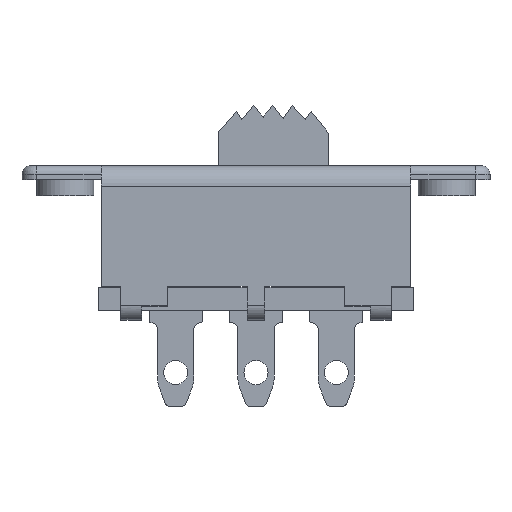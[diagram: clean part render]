
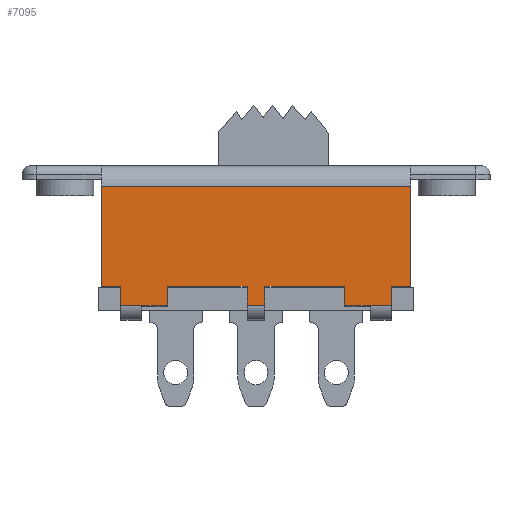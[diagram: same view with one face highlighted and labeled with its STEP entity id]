
A CAD part, front view. The second image highlights one B-rep face of the part: STEP entity #7095.
In plain terms, the highlighted planar face has unit normal (0, -1, 0).
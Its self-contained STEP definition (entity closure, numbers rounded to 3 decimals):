
#80=PLANE('',#7448);
#322=LINE('',#9919,#906);
#325=LINE('',#9928,#909);
#328=LINE('',#9935,#912);
#390=LINE('',#10085,#974);
#396=LINE('',#10105,#980);
#405=LINE('',#10126,#989);
#408=LINE('',#10132,#992);
#414=LINE('',#10151,#998);
#418=LINE('',#10162,#1002);
#422=LINE('',#10173,#1006);
#432=LINE('',#10199,#1016);
#433=LINE('',#10202,#1017);
#434=LINE('',#10203,#1018);
#435=LINE('',#10204,#1019);
#436=LINE('',#10205,#1020);
#437=LINE('',#10207,#1021);
#906=VECTOR('',#8032,1000.);
#909=VECTOR('',#8041,1000.);
#912=VECTOR('',#8048,1000.);
#974=VECTOR('',#8178,1000.);
#980=VECTOR('',#8196,1000.);
#989=VECTOR('',#8213,1000.);
#992=VECTOR('',#8218,1000.);
#998=VECTOR('',#8236,1000.);
#1002=VECTOR('',#8244,1000.);
#1006=VECTOR('',#8252,1000.);
#1016=VECTOR('',#8276,1000.);
#1017=VECTOR('',#8281,1000.);
#1018=VECTOR('',#8282,1000.);
#1019=VECTOR('',#8283,1000.);
#1020=VECTOR('',#8284,1000.);
#1021=VECTOR('',#8285,1000.);
#1855=ORIENTED_EDGE('',*,*,#3124,.F.);
#1856=ORIENTED_EDGE('',*,*,#3119,.T.);
#1857=ORIENTED_EDGE('',*,*,#3128,.T.);
#1858=ORIENTED_EDGE('',*,*,#3204,.T.);
#1859=ORIENTED_EDGE('',*,*,#3261,.T.);
#1860=ORIENTED_EDGE('',*,*,#3213,.T.);
#1861=ORIENTED_EDGE('',*,*,#3224,.T.);
#1862=ORIENTED_EDGE('',*,*,#3227,.T.);
#1863=ORIENTED_EDGE('',*,*,#3262,.T.);
#1864=ORIENTED_EDGE('',*,*,#3236,.T.);
#1865=ORIENTED_EDGE('',*,*,#3263,.F.);
#1866=ORIENTED_EDGE('',*,*,#3241,.F.);
#1867=ORIENTED_EDGE('',*,*,#3246,.F.);
#1868=ORIENTED_EDGE('',*,*,#3259,.T.);
#1869=ORIENTED_EDGE('',*,*,#3264,.F.);
#1870=ORIENTED_EDGE('',*,*,#3265,.F.);
#3119=EDGE_CURVE('',#3861,#3860,#322,.F.);
#3124=EDGE_CURVE('',#3861,#3862,#325,.T.);
#3128=EDGE_CURVE('',#3860,#3865,#328,.T.);
#3204=EDGE_CURVE('',#3865,#3919,#390,.T.);
#3213=EDGE_CURVE('',#3928,#3926,#396,.F.);
#3224=EDGE_CURVE('',#3926,#3935,#405,.T.);
#3227=EDGE_CURVE('',#3935,#3937,#408,.T.);
#3236=EDGE_CURVE('',#3945,#3944,#414,.F.);
#3241=EDGE_CURVE('',#3949,#3946,#418,.T.);
#3246=EDGE_CURVE('',#3954,#3949,#422,.T.);
#3259=EDGE_CURVE('',#3954,#3963,#432,.F.);
#3261=EDGE_CURVE('',#3919,#3928,#433,.T.);
#3262=EDGE_CURVE('',#3937,#3945,#434,.T.);
#3263=EDGE_CURVE('',#3946,#3944,#435,.T.);
#3264=EDGE_CURVE('',#3964,#3963,#436,.T.);
#3265=EDGE_CURVE('',#3862,#3964,#437,.T.);
#3860=VERTEX_POINT('',#9918);
#3861=VERTEX_POINT('',#9920);
#3862=VERTEX_POINT('',#9924);
#3865=VERTEX_POINT('',#9934);
#3919=VERTEX_POINT('',#10084);
#3926=VERTEX_POINT('',#10103);
#3928=VERTEX_POINT('',#10106);
#3935=VERTEX_POINT('',#10125);
#3937=VERTEX_POINT('',#10131);
#3944=VERTEX_POINT('',#10150);
#3945=VERTEX_POINT('',#10152);
#3946=VERTEX_POINT('',#10156);
#3949=VERTEX_POINT('',#10161);
#3954=VERTEX_POINT('',#10172);
#3963=VERTEX_POINT('',#10198);
#3964=VERTEX_POINT('',#10206);
#4536=EDGE_LOOP('',(#1855,#1856,#1857,#1858,#1859,#1860,#1861,#1862,#1863,
#1864,#1865,#1866,#1867,#1868,#1869,#1870));
#4843=FACE_BOUND('',#4536,.T.);
#7095=ADVANCED_FACE('',(#4843),#80,.F.);
#7448=AXIS2_PLACEMENT_3D('',#10201,#8279,#8280);
#8032=DIRECTION('',(1.,0.,0.));
#8041=DIRECTION('',(0.,0.,-1.));
#8048=DIRECTION('',(0.,0.,-1.));
#8178=DIRECTION('',(1.,0.,0.));
#8196=DIRECTION('',(-1.,0.,0.));
#8213=DIRECTION('',(0.,0.,1.));
#8218=DIRECTION('',(1.,0.,0.));
#8236=DIRECTION('',(-1.,0.,0.));
#8244=DIRECTION('',(-1.,0.,0.));
#8252=DIRECTION('',(0.,0.,1.));
#8276=DIRECTION('',(-1.,0.,0.));
#8279=DIRECTION('',(0.,1.,0.));
#8280=DIRECTION('',(0.,0.,1.));
#8281=DIRECTION('',(0.,0.,-1.));
#8282=DIRECTION('',(0.,0.,-1.));
#8283=DIRECTION('',(0.,0.,-1.));
#8284=DIRECTION('',(0.,0.,-1.));
#8285=DIRECTION('',(-1.,0.,0.));
#9918=CARTESIAN_POINT('',(-7.707,-3.7,-1.029));
#9919=CARTESIAN_POINT('',(-11.65,-3.7,-1.029));
#9920=CARTESIAN_POINT('',(7.707,-3.7,-1.029));
#9924=CARTESIAN_POINT('',(7.707,-3.7,-6.01));
#9928=CARTESIAN_POINT('',(7.707,-3.7,0.));
#9934=CARTESIAN_POINT('',(-7.707,-3.7,-6.01));
#9935=CARTESIAN_POINT('',(-7.707,-3.7,0.));
#10084=CARTESIAN_POINT('',(-6.737,-3.7,-6.01));
#10085=CARTESIAN_POINT('',(0.,-3.7,-6.01));
#10103=CARTESIAN_POINT('',(-4.422,-3.7,-6.948));
#10105=CARTESIAN_POINT('',(-5.695,-3.7,-6.948));
#10106=CARTESIAN_POINT('',(-6.737,-3.7,-6.948));
#10125=CARTESIAN_POINT('',(-4.422,-3.7,-6.01));
#10126=CARTESIAN_POINT('',(-4.422,-3.7,0.));
#10131=CARTESIAN_POINT('',(-0.445,-3.7,-6.01));
#10132=CARTESIAN_POINT('',(0.,-3.7,-6.01));
#10150=CARTESIAN_POINT('',(0.445,-3.7,-6.948));
#10151=CARTESIAN_POINT('',(0.445,-3.7,-6.948));
#10152=CARTESIAN_POINT('',(-0.445,-3.7,-6.948));
#10156=CARTESIAN_POINT('',(0.445,-3.7,-6.01));
#10161=CARTESIAN_POINT('',(4.422,-3.7,-6.01));
#10162=CARTESIAN_POINT('',(0.,-3.7,-6.01));
#10172=CARTESIAN_POINT('',(4.422,-3.7,-6.948));
#10173=CARTESIAN_POINT('',(4.422,-3.7,0.));
#10198=CARTESIAN_POINT('',(6.737,-3.7,-6.948));
#10199=CARTESIAN_POINT('',(0.,-3.7,-6.948));
#10201=CARTESIAN_POINT('',(0.,-3.7,0.));
#10202=CARTESIAN_POINT('',(-6.737,-3.7,0.));
#10203=CARTESIAN_POINT('',(-0.445,-3.7,0.));
#10204=CARTESIAN_POINT('',(0.445,-3.7,0.));
#10205=CARTESIAN_POINT('',(6.737,-3.7,0.));
#10206=CARTESIAN_POINT('',(6.737,-3.7,-6.01));
#10207=CARTESIAN_POINT('',(0.,-3.7,-6.01));
